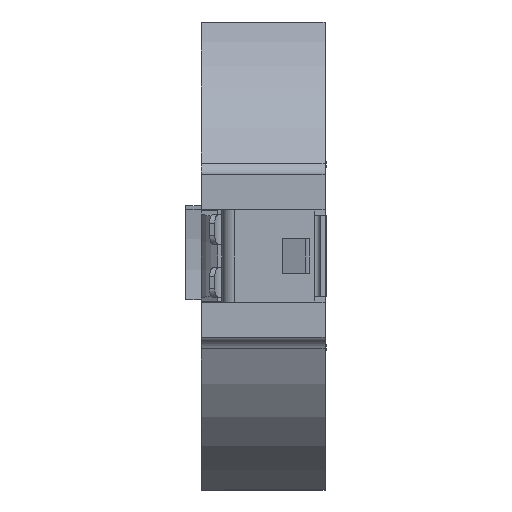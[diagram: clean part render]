
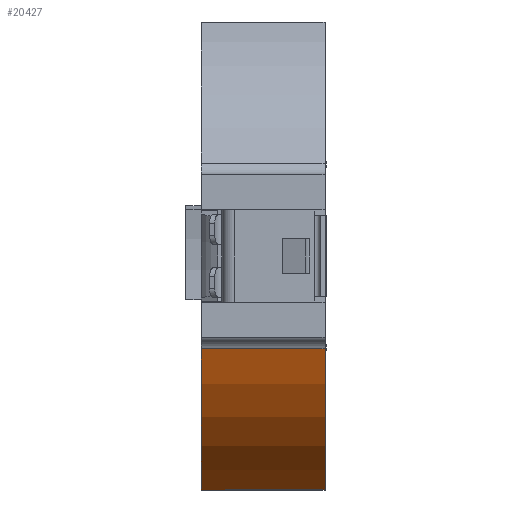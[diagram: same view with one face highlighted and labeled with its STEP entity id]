
A CAD part, left-side view. The second image highlights one B-rep face of the part: STEP entity #20427.
In plain terms, the highlighted cylindrical face has radius 11.176 mm (diameter 22.352 mm), a partial arc.
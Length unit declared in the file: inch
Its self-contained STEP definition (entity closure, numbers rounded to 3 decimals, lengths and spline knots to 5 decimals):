
#18 = VECTOR ( 'NONE', #7766, 39.37008 ) ;
#433 = VERTEX_POINT ( 'NONE', #22050 ) ;
#437 = CARTESIAN_POINT ( 'NONE',  ( 0.1174, 0.59416, 0.34465 ) ) ;
#988 = LINE ( 'NONE', #11993, #12586 ) ;
#2767 = CIRCLE ( 'NONE', #4294, 0.44 ) ;
#4294 = AXIS2_PLACEMENT_3D ( 'NONE', #10582, #26678, #12941 ) ;
#4634 = EDGE_CURVE ( 'NONE', #433, #9531, #2767, .T. ) ;
#4735 = EDGE_LOOP ( 'NONE', ( #28042, #21371, #25876, #23580, #20811 ) ) ;
#4897 = DIRECTION ( 'NONE',  ( 0., -1., 0. ) ) ;
#5422 = DIRECTION ( 'NONE',  ( 0., 1., 0. ) ) ;
#6775 = DIRECTION ( 'NONE',  ( 0., 0., -1. ) ) ;
#7337 = CARTESIAN_POINT ( 'NONE',  ( 0.1174, 0.43816, 0.34465 ) ) ;
#7766 = DIRECTION ( 'NONE',  ( 0., -1., 0. ) ) ;
#8911 = EDGE_CURVE ( 'NONE', #9531, #12449, #17705, .T. ) ;
#9531 = VERTEX_POINT ( 'NONE', #17617 ) ;
#10500 = CARTESIAN_POINT ( 'NONE',  ( -0.09986, 0.38516, 0.58284 ) ) ;
#10582 = CARTESIAN_POINT ( 'NONE',  ( 0.31125, 0.59416, 0.73965 ) ) ;
#10718 = LINE ( 'NONE', #437, #28302 ) ;
#11993 = CARTESIAN_POINT ( 'NONE',  ( 0.1174, 0.59416, 0.34465 ) ) ;
#12449 = VERTEX_POINT ( 'NONE', #10500 ) ;
#12586 = VECTOR ( 'NONE', #14307, 39.37008 ) ;
#12941 = DIRECTION ( 'NONE',  ( 0., 0., 1. ) ) ;
#14297 = CYLINDRICAL_SURFACE ( 'NONE', #28985, 0.44 ) ;
#14307 = DIRECTION ( 'NONE',  ( 0., -1., 0. ) ) ;
#14590 = CIRCLE ( 'NONE', #24641, 0.44 ) ;
#16604 = VERTEX_POINT ( 'NONE', #22299 ) ;
#17617 = CARTESIAN_POINT ( 'NONE',  ( -0.09986, 0.59416, 0.58284 ) ) ;
#17705 = LINE ( 'NONE', #21550, #18 ) ;
#19195 = CARTESIAN_POINT ( 'NONE',  ( 0.31125, 0.38516, 0.73965 ) ) ;
#20427 = ADVANCED_FACE ( 'NONE', ( #29367 ), #14297, .T. ) ;
#20481 = CARTESIAN_POINT ( 'NONE',  ( 0.31125, 0.59416, 0.73965 ) ) ;
#20811 = ORIENTED_EDGE ( 'NONE', *, *, #24426, .T. ) ;
#21289 = VERTEX_POINT ( 'NONE', #7337 ) ;
#21362 = EDGE_CURVE ( 'NONE', #16604, #12449, #14590, .T. ) ;
#21371 = ORIENTED_EDGE ( 'NONE', *, *, #8911, .F. ) ;
#21505 = DIRECTION ( 'NONE',  ( 0., 0., 1. ) ) ;
#21550 = CARTESIAN_POINT ( 'NONE',  ( -0.09986, 0.59416, 0.58284 ) ) ;
#22050 = CARTESIAN_POINT ( 'NONE',  ( 0.1174, 0.59416, 0.34465 ) ) ;
#22299 = CARTESIAN_POINT ( 'NONE',  ( 0.1174, 0.38516, 0.34465 ) ) ;
#23580 = ORIENTED_EDGE ( 'NONE', *, *, #27560, .T. ) ;
#24426 = EDGE_CURVE ( 'NONE', #21289, #16604, #10718, .T. ) ;
#24641 = AXIS2_PLACEMENT_3D ( 'NONE', #19195, #5422, #21505 ) ;
#25021 = DIRECTION ( 'NONE',  ( 0., -1., 0. ) ) ;
#25876 = ORIENTED_EDGE ( 'NONE', *, *, #4634, .F. ) ;
#26678 = DIRECTION ( 'NONE',  ( 0., 1., 0. ) ) ;
#27560 = EDGE_CURVE ( 'NONE', #433, #21289, #988, .T. ) ;
#28042 = ORIENTED_EDGE ( 'NONE', *, *, #21362, .T. ) ;
#28302 = VECTOR ( 'NONE', #4897, 39.37008 ) ;
#28985 = AXIS2_PLACEMENT_3D ( 'NONE', #20481, #25021, #6775 ) ;
#29367 = FACE_OUTER_BOUND ( 'NONE', #4735, .T. ) ;
